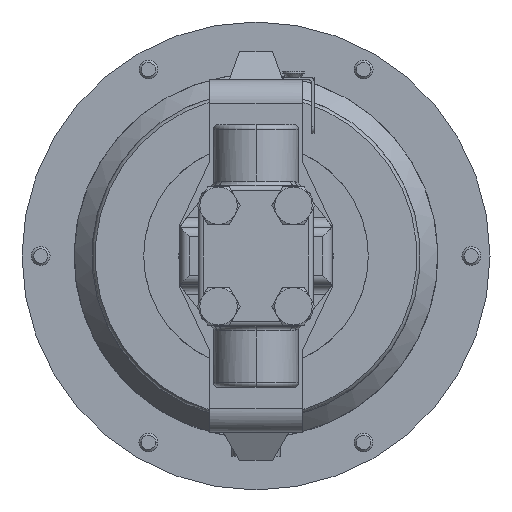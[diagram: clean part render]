
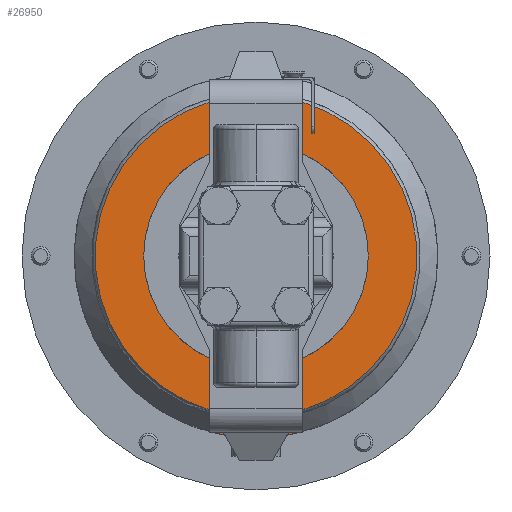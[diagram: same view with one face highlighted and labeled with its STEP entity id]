
A CAD part, front view. The second image highlights one B-rep face of the part: STEP entity #26950.
In plain terms, the highlighted planar face has unit normal (0, -1, 0).
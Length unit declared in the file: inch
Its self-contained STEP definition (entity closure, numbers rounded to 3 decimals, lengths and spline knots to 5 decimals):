
#618 = ORIENTED_EDGE ( 'NONE', *, *, #20655, .T. ) ;
#791 = CARTESIAN_POINT ( 'NONE',  ( -0.37925, 9.8781, 2.76734 ) ) ;
#1104 = CARTESIAN_POINT ( 'NONE',  ( 1.70575, 9.8781, 4.88036 ) ) ;
#1145 = CARTESIAN_POINT ( 'NONE',  ( 0.53575, 9.8781, 4.88036 ) ) ;
#1267 = VECTOR ( 'NONE', #3462, 39.37008 ) ;
#1390 = ORIENTED_EDGE ( 'NONE', *, *, #18576, .T. ) ;
#1459 = VERTEX_POINT ( 'NONE', #10202 ) ;
#1519 = AXIS2_PLACEMENT_3D ( 'NONE', #14286, #14184, #2618 ) ;
#1845 = CARTESIAN_POINT ( 'NONE',  ( 0.53575, 9.8781, 4.88036 ) ) ;
#2027 = ORIENTED_EDGE ( 'NONE', *, *, #8317, .T. ) ;
#2281 = CARTESIAN_POINT ( 'NONE',  ( 1.70575, 9.8781, 0.69977 ) ) ;
#2597 = CARTESIAN_POINT ( 'NONE',  ( 1.12075, 9.8781, 2.76734 ) ) ;
#2618 = DIRECTION ( 'NONE',  ( -1., 0., 0. ) ) ;
#2703 = ORIENTED_EDGE ( 'NONE', *, *, #12600, .F. ) ;
#2861 = EDGE_CURVE ( 'NONE', #26467, #25427, #26508, .T. ) ;
#2887 = LINE ( 'NONE', #1845, #12354 ) ;
#3077 = DIRECTION ( 'NONE',  ( 0., -1., 0. ) ) ;
#3129 = ORIENTED_EDGE ( 'NONE', *, *, #6852, .T. ) ;
#3132 = AXIS2_PLACEMENT_3D ( 'NONE', #25963, #11911, #28326 ) ;
#3462 = DIRECTION ( 'NONE',  ( 0., 0., 1. ) ) ;
#3773 = DIRECTION ( 'NONE',  ( 0., 0., -1. ) ) ;
#3860 = CARTESIAN_POINT ( 'NONE',  ( 0.66075, 9.8781, 2.76734 ) ) ;
#4340 = EDGE_LOOP ( 'NONE', ( #1390, #618, #9478, #2027, #5914, #3129, #11563, #17070, #10141 ) ) ;
#4563 = CARTESIAN_POINT ( 'NONE',  ( 1.70575, 9.8781, 4.88036 ) ) ;
#4948 = DIRECTION ( 'NONE',  ( 0., 0., -1. ) ) ;
#5202 = EDGE_CURVE ( 'NONE', #26392, #13330, #11688, .T. ) ;
#5214 = FACE_OUTER_BOUND ( 'NONE', #4340, .T. ) ;
#5837 = CIRCLE ( 'NONE', #3132, 1.5 ) ;
#5914 = ORIENTED_EDGE ( 'NONE', *, *, #20428, .T. ) ;
#6132 = CARTESIAN_POINT ( 'NONE',  ( 1.12075, 9.8781, 2.76734 ) ) ;
#6209 = AXIS2_PLACEMENT_3D ( 'NONE', #17237, #3077, #19569 ) ;
#6218 = DIRECTION ( 'NONE',  ( 0., 0., -1. ) ) ;
#6852 = EDGE_CURVE ( 'NONE', #22754, #1459, #2887, .T. ) ;
#7313 = CARTESIAN_POINT ( 'NONE',  ( 1.12075, 9.8781, 0.33884 ) ) ;
#7547 = EDGE_CURVE ( 'NONE', #12387, #28988, #13785, .T. ) ;
#7727 = CARTESIAN_POINT ( 'NONE',  ( 1.12075, 9.8781, 2.76734 ) ) ;
#7748 = VERTEX_POINT ( 'NONE', #12189 ) ;
#7934 = LINE ( 'NONE', #1104, #1267 ) ;
#8317 = EDGE_CURVE ( 'NONE', #13330, #7748, #23368, .T. ) ;
#9004 = CIRCLE ( 'NONE', #14508, 2.4285 ) ;
#9478 = ORIENTED_EDGE ( 'NONE', *, *, #5202, .T. ) ;
#9543 = AXIS2_PLACEMENT_3D ( 'NONE', #2597, #19073, #4948 ) ;
#9667 = FACE_BOUND ( 'NONE', #20498, .T. ) ;
#9832 = AXIS2_PLACEMENT_3D ( 'NONE', #12919, #26957, #10521 ) ;
#9846 = CARTESIAN_POINT ( 'NONE',  ( 0.53575, 9.8781, 4.88036 ) ) ;
#10104 = DIRECTION ( 'NONE',  ( 0., 0., -1. ) ) ;
#10141 = ORIENTED_EDGE ( 'NONE', *, *, #28625, .T. ) ;
#10202 = CARTESIAN_POINT ( 'NONE',  ( 0.53575, 9.8781, 0.41035 ) ) ;
#10521 = DIRECTION ( 'NONE',  ( 0., 0., -1. ) ) ;
#10862 = PLANE ( 'NONE',  #13036 ) ;
#11559 = CARTESIAN_POINT ( 'NONE',  ( 2.62075, 9.8781, 2.76734 ) ) ;
#11563 = ORIENTED_EDGE ( 'NONE', *, *, #19584, .T. ) ;
#11688 = CIRCLE ( 'NONE', #9832, 2.1925 ) ;
#11911 = DIRECTION ( 'NONE',  ( 0., -1., 0. ) ) ;
#12189 = CARTESIAN_POINT ( 'NONE',  ( 0.53575, 9.8781, 4.83491 ) ) ;
#12354 = VECTOR ( 'NONE', #19156, 39.37008 ) ;
#12387 = VERTEX_POINT ( 'NONE', #791 ) ;
#12496 = DIRECTION ( 'NONE',  ( 0., 0., 1. ) ) ;
#12600 = EDGE_CURVE ( 'NONE', #28988, #12387, #5837, .T. ) ;
#12919 = CARTESIAN_POINT ( 'NONE',  ( 1.12075, 9.8781, 2.76734 ) ) ;
#13036 = AXIS2_PLACEMENT_3D ( 'NONE', #3860, #20351, #6218 ) ;
#13330 = VERTEX_POINT ( 'NONE', #1145 ) ;
#13785 = CIRCLE ( 'NONE', #1519, 1.5 ) ;
#14184 = DIRECTION ( 'NONE',  ( 0., -1., 0. ) ) ;
#14286 = CARTESIAN_POINT ( 'NONE',  ( 1.12075, 9.8781, 2.76734 ) ) ;
#14508 = AXIS2_PLACEMENT_3D ( 'NONE', #7727, #24206, #10104 ) ;
#15181 = CARTESIAN_POINT ( 'NONE',  ( 1.70575, 9.8781, 4.83491 ) ) ;
#15234 = LINE ( 'NONE', #24192, #15555 ) ;
#15555 = VECTOR ( 'NONE', #12496, 39.37008 ) ;
#16783 = CARTESIAN_POINT ( 'NONE',  ( 0.53575, 9.8781, 0.69977 ) ) ;
#17070 = ORIENTED_EDGE ( 'NONE', *, *, #2861, .T. ) ;
#17237 = CARTESIAN_POINT ( 'NONE',  ( 1.12075, 9.8781, 2.76734 ) ) ;
#18576 = EDGE_CURVE ( 'NONE', #24233, #28665, #27574, .T. ) ;
#19073 = DIRECTION ( 'NONE',  ( 0., -1., 0. ) ) ;
#19156 = DIRECTION ( 'NONE',  ( 0., 0., -1. ) ) ;
#19278 = AXIS2_PLACEMENT_3D ( 'NONE', #6132, #20270, #3773 ) ;
#19569 = DIRECTION ( 'NONE',  ( 0., 0., -1. ) ) ;
#19584 = EDGE_CURVE ( 'NONE', #1459, #26467, #9004, .T. ) ;
#20270 = DIRECTION ( 'NONE',  ( 0., -1., 0. ) ) ;
#20351 = DIRECTION ( 'NONE',  ( 0., 1., 0. ) ) ;
#20428 = EDGE_CURVE ( 'NONE', #7748, #22754, #22701, .T. ) ;
#20498 = EDGE_LOOP ( 'NONE', ( #20805, #2703 ) ) ;
#20655 = EDGE_CURVE ( 'NONE', #28665, #26392, #7934, .T. ) ;
#20805 = ORIENTED_EDGE ( 'NONE', *, *, #7547, .F. ) ;
#22701 = CIRCLE ( 'NONE', #9543, 2.14874 ) ;
#22754 = VERTEX_POINT ( 'NONE', #16783 ) ;
#23368 = LINE ( 'NONE', #9846, #29584 ) ;
#23941 = DIRECTION ( 'NONE',  ( 0., 0., -1. ) ) ;
#24192 = CARTESIAN_POINT ( 'NONE',  ( 1.70575, 9.8781, 4.88036 ) ) ;
#24206 = DIRECTION ( 'NONE',  ( 0., -1., 0. ) ) ;
#24233 = VERTEX_POINT ( 'NONE', #2281 ) ;
#25427 = VERTEX_POINT ( 'NONE', #26633 ) ;
#25963 = CARTESIAN_POINT ( 'NONE',  ( 1.12075, 9.8781, 2.76734 ) ) ;
#26392 = VERTEX_POINT ( 'NONE', #4563 ) ;
#26467 = VERTEX_POINT ( 'NONE', #7313 ) ;
#26508 = CIRCLE ( 'NONE', #19278, 2.4285 ) ;
#26633 = CARTESIAN_POINT ( 'NONE',  ( 1.70575, 9.8781, 0.41035 ) ) ;
#26950 = ADVANCED_FACE ( 'NONE', ( #9667, #5214 ), #10862, .F. ) ;
#26957 = DIRECTION ( 'NONE',  ( 0., -1., 0. ) ) ;
#27574 = CIRCLE ( 'NONE', #6209, 2.14874 ) ;
#28326 = DIRECTION ( 'NONE',  ( -1., 0., 0. ) ) ;
#28625 = EDGE_CURVE ( 'NONE', #25427, #24233, #15234, .T. ) ;
#28665 = VERTEX_POINT ( 'NONE', #15181 ) ;
#28988 = VERTEX_POINT ( 'NONE', #11559 ) ;
#29584 = VECTOR ( 'NONE', #23941, 39.37008 ) ;
